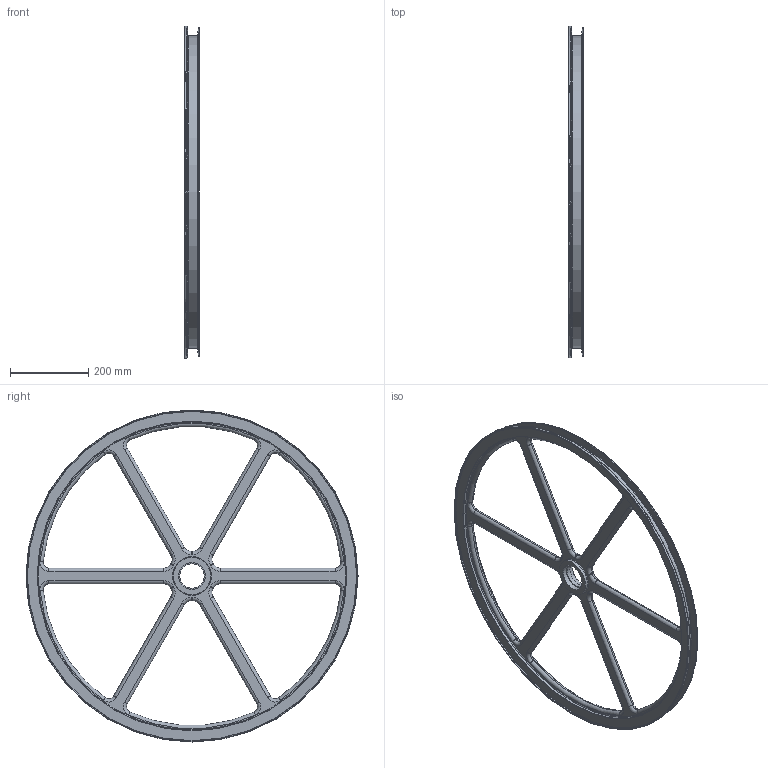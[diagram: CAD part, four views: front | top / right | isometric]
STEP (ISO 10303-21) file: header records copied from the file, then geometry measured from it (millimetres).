
FILE_DESCRIPTION (( 'STEP AP214' ), '1' );
FILE_NAME ('210212_14769.STEP', '2021-02-12T08:54:55', ( '' ), ( '' ), 'SwSTEP 2.0', 'SolidWorks 2020', '' );
FILE_SCHEMA (( 'AUTOMOTIVE_DESIGN' ));
Length unit declared in the file: millimetre
Products named in the file (1): 210212_14769
Bounding box: 38 x 848 x 848 mm (x, y, z)
Volume: 2664327.6 mm3; surface area: 693160.9 mm2
Topology: 1 solids, 1 shells, 134 faces, 313 edges, 188 vertices
Faces by surface type: torus 80, cylinder 35, cone 10, plane 9
Full cylindrical faces by diameter (mm): 62 x1, 68 x2, 95 x2, 790 x2, 800 x1, 840 x1, 842 x1, 848 x1
Entity records: 3766 total; most frequent: DIRECTION 790, CARTESIAN_POINT 595, ORIENTED_EDGE 556, AXIS2_PLACEMENT_3D 377, EDGE_CURVE 278, CIRCLE 242, EDGE_LOOP 184, VERTEX_POINT 182
